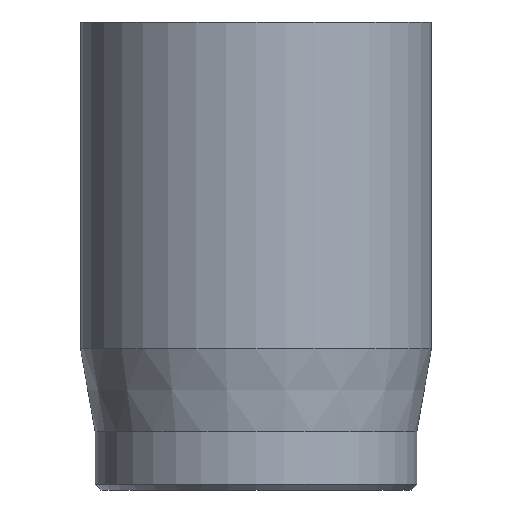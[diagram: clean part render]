
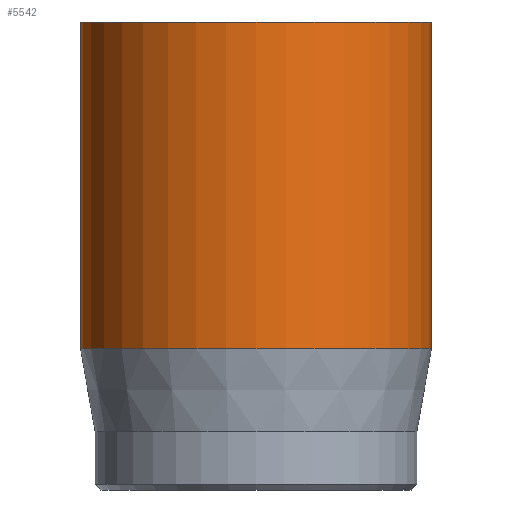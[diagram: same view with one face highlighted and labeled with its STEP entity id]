
A CAD part, front view. The second image highlights one B-rep face of the part: STEP entity #5542.
In plain terms, the highlighted cylindrical face has radius 3 mm (diameter 6 mm), a full revolution.
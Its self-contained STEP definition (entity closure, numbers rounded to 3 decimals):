
#31=CYLINDRICAL_SURFACE('',#5743,3.);
#45=CIRCLE('',#5716,3.);
#57=CIRCLE('',#5741,3.);
#58=CIRCLE('',#5742,3.);
#481=FACE_OUTER_BOUND('',#807,.T.);
#807=EDGE_LOOP('',(#4973,#4974,#4975,#4976,#4977));
#1228=LINE('',#10490,#1660);
#1660=VECTOR('',#6409,3.);
#2562=VERTEX_POINT('',#10441);
#2574=VERTEX_POINT('',#10484);
#2575=VERTEX_POINT('',#10485);
#3361=EDGE_CURVE('',#2562,#2562,#45,.T.);
#3379=EDGE_CURVE('',#2574,#2575,#57,.T.);
#3380=EDGE_CURVE('',#2575,#2574,#58,.T.);
#3382=EDGE_CURVE('',#2562,#2574,#1228,.T.);
#4973=ORIENTED_EDGE('',*,*,#3361,.T.);
#4974=ORIENTED_EDGE('',*,*,#3382,.T.);
#4975=ORIENTED_EDGE('',*,*,#3379,.T.);
#4976=ORIENTED_EDGE('',*,*,#3380,.T.);
#4977=ORIENTED_EDGE('',*,*,#3382,.F.);
#5542=ADVANCED_FACE('',(#481),#31,.T.);
#5716=AXIS2_PLACEMENT_3D('',#10442,#6346,#6347);
#5741=AXIS2_PLACEMENT_3D('',#10486,#6402,#6403);
#5742=AXIS2_PLACEMENT_3D('',#10487,#6404,#6405);
#5743=AXIS2_PLACEMENT_3D('',#10489,#6407,#6408);
#6346=DIRECTION('center_axis',(0.,0.,-1.));
#6347=DIRECTION('ref_axis',(-1.,0.,0.));
#6402=DIRECTION('center_axis',(0.,0.,1.));
#6403=DIRECTION('ref_axis',(-1.,0.,0.));
#6404=DIRECTION('center_axis',(0.,0.,1.));
#6405=DIRECTION('ref_axis',(-1.,0.,0.));
#6407=DIRECTION('center_axis',(0.,0.,1.));
#6408=DIRECTION('ref_axis',(-1.,0.,0.));
#6409=DIRECTION('',(0.,0.,-1.));
#10441=CARTESIAN_POINT('',(3.,0.,8.));
#10442=CARTESIAN_POINT('Origin',(0.,0.,8.));
#10484=CARTESIAN_POINT('',(3.,0.,2.418));
#10485=CARTESIAN_POINT('',(-3.,0.,2.418));
#10486=CARTESIAN_POINT('Origin',(0.,0.,2.418));
#10487=CARTESIAN_POINT('Origin',(0.,0.,2.418));
#10489=CARTESIAN_POINT('Origin',(0.,0.,0.));
#10490=CARTESIAN_POINT('',(3.,0.,0.));
